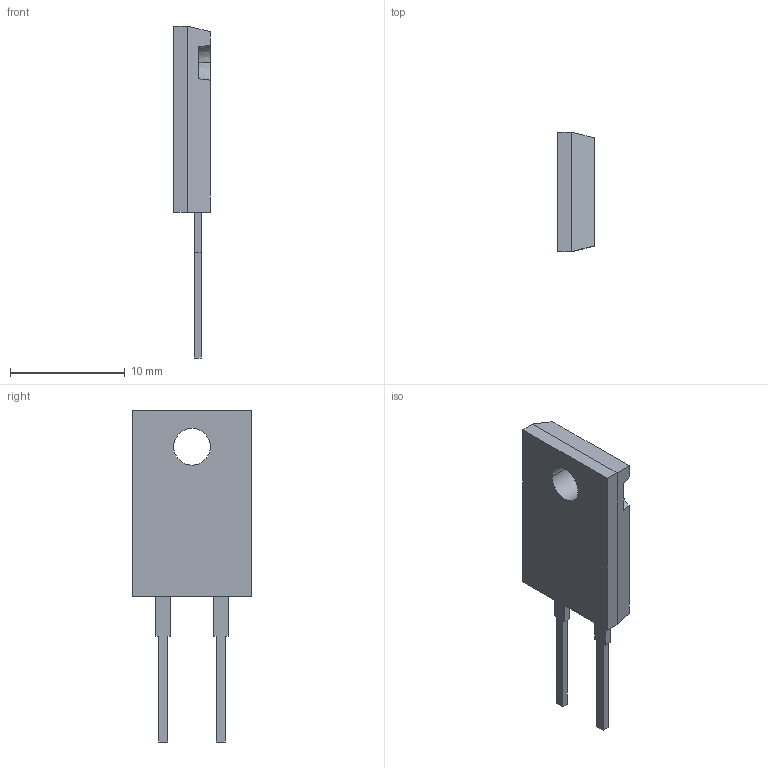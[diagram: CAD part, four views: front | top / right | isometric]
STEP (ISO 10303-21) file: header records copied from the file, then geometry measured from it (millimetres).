
FILE_DESCRIPTION(('CATIA V5 STEP Exchange'),'2;1');
FILE_NAME('Ito 50.stp','2010-01-20T13:08:21+00:00',('none'),('none'),'CATIA Version 5 Release 18 GA (IN-10)','CATIA V5 STEP AP203','none');
FILE_SCHEMA(('CONFIG_CONTROL_DESIGN'));
Length unit declared in the file: millimetre
Products named in the file (1): Ito 50
Bounding box: 3.2 x 10.4 x 28.9 mm (x, y, z)
Volume: 501.7 mm3; surface area: 582.2 mm2
Topology: 1 solids, 1 shells, 35 faces, 91 edges, 60 vertices
Faces by surface type: plane 29, cone 4, cylinder 2
Entity records: 1093 total; most frequent: CARTESIAN_POINT 237, ORIENTED_EDGE 182, DIRECTION 135, EDGE_CURVE 91, VECTOR 73, LINE 73, VERTEX_POINT 60, EDGE_LOOP 39
